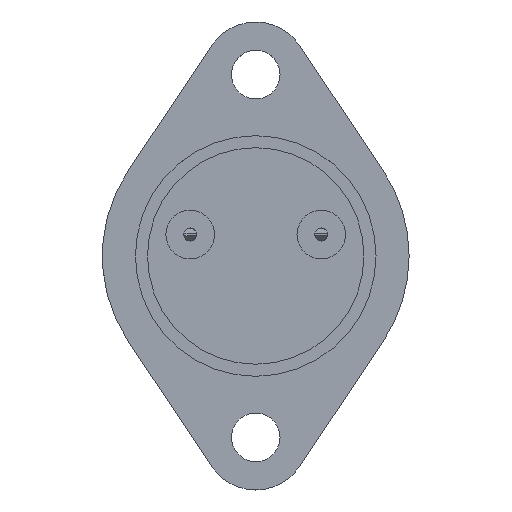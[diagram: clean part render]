
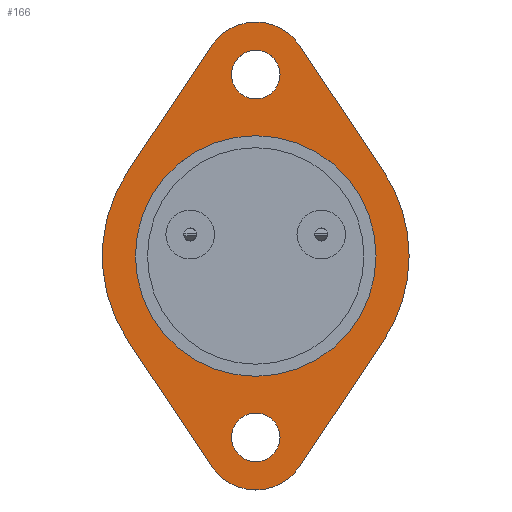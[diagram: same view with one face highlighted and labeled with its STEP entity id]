
A CAD part, top view. The second image highlights one B-rep face of the part: STEP entity #166.
In plain terms, the highlighted planar face has unit normal (0, 0, 1).
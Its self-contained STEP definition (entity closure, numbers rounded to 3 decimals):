
#26 = EDGE_CURVE ( 'NONE', #1092, #691, #561, .T. ) ;
#33 = DIRECTION ( 'NONE',  ( 0., 0., 1. ) ) ;
#44 = ORIENTED_EDGE ( 'NONE', *, *, #1584, .T. ) ;
#62 = DIRECTION ( 'NONE',  ( 0., 0., 1. ) ) ;
#63 = EDGE_CURVE ( 'NONE', #579, #712, #578, .T. ) ;
#80 = CARTESIAN_POINT ( 'NONE',  ( -10.601, -7.083, 0. ) ) ;
#98 = DIRECTION ( 'NONE',  ( 0., 0., 1. ) ) ;
#113 = DIRECTION ( 'NONE',  ( 0.556, 0.831, 0. ) ) ;
#139 = ORIENTED_EDGE ( 'NONE', *, *, #452, .T. ) ;
#144 = CARTESIAN_POINT ( 'NONE',  ( 0., 0., 0. ) ) ;
#151 = DIRECTION ( 'NONE',  ( 1., 0., 0. ) ) ;
#166 = ADVANCED_FACE ( 'NONE', ( #1554, #1289, #1029, #941 ), #1506, .T. ) ;
#187 = CARTESIAN_POINT ( 'NONE',  ( 10.601, 7.083, 0. ) ) ;
#197 = CARTESIAN_POINT ( 'NONE',  ( 3.638, 17.506, 0. ) ) ;
#214 = CARTESIAN_POINT ( 'NONE',  ( 0., -15.075, 0. ) ) ;
#217 = VERTEX_POINT ( 'NONE', #350 ) ;
#218 = CARTESIAN_POINT ( 'NONE',  ( 0., 15.075, 0. ) ) ;
#222 = EDGE_CURVE ( 'NONE', #1355, #1174, #1373, .T. ) ;
#223 = VECTOR ( 'NONE', #718, 1000. ) ;
#224 = AXIS2_PLACEMENT_3D ( 'NONE', #710, #585, #831 ) ;
#243 = CARTESIAN_POINT ( 'NONE',  ( 0., -15.075, 0. ) ) ;
#249 = CIRCLE ( 'NONE', #224, 2.022 ) ;
#255 = EDGE_CURVE ( 'NONE', #1486, #1401, #1661, .T. ) ;
#256 = CARTESIAN_POINT ( 'NONE',  ( -2.022, -15.075, 0. ) ) ;
#292 = CARTESIAN_POINT ( 'NONE',  ( 0., 0., 0. ) ) ;
#293 = CARTESIAN_POINT ( 'NONE',  ( -3.638, -17.506, 0. ) ) ;
#323 = CARTESIAN_POINT ( 'NONE',  ( -3.638, 17.506, 0. ) ) ;
#332 = AXIS2_PLACEMENT_3D ( 'NONE', #773, #1182, #151 ) ;
#350 = CARTESIAN_POINT ( 'NONE',  ( 12.75, 0., 0. ) ) ;
#361 = AXIS2_PLACEMENT_3D ( 'NONE', #1191, #543, #1581 ) ;
#375 = DIRECTION ( 'NONE',  ( 1., 0., 0. ) ) ;
#442 = CARTESIAN_POINT ( 'NONE',  ( 0., 0., 0. ) ) ;
#443 = CIRCLE ( 'NONE', #361, 12.75 ) ;
#448 = AXIS2_PLACEMENT_3D ( 'NONE', #243, #1388, #1261 ) ;
#452 = EDGE_CURVE ( 'NONE', #217, #579, #483, .T. ) ;
#469 = VERTEX_POINT ( 'NONE', #1059 ) ;
#470 = DIRECTION ( 'NONE',  ( -1., 0., 0. ) ) ;
#474 = EDGE_CURVE ( 'NONE', #1541, #1192, #1436, .T. ) ;
#483 = CIRCLE ( 'NONE', #823, 12.75 ) ;
#493 = ORIENTED_EDGE ( 'NONE', *, *, #636, .T. ) ;
#499 = AXIS2_PLACEMENT_3D ( 'NONE', #898, #1038, #375 ) ;
#515 = CARTESIAN_POINT ( 'NONE',  ( 10.601, -7.083, 0. ) ) ;
#523 = CARTESIAN_POINT ( 'NONE',  ( -3.638, -17.506, 0. ) ) ;
#543 = DIRECTION ( 'NONE',  ( 0., 0., 1. ) ) ;
#546 = AXIS2_PLACEMENT_3D ( 'NONE', #214, #98, #991 ) ;
#551 = LINE ( 'NONE', #960, #223 ) ;
#556 = CIRCLE ( 'NONE', #1230, 10. ) ;
#561 = CIRCLE ( 'NONE', #1586, 12.75 ) ;
#564 = CARTESIAN_POINT ( 'NONE',  ( 0., 0., 0. ) ) ;
#565 = ORIENTED_EDGE ( 'NONE', *, *, #1021, .T. ) ;
#578 = LINE ( 'NONE', #197, #820 ) ;
#579 = VERTEX_POINT ( 'NONE', #187 ) ;
#585 = DIRECTION ( 'NONE',  ( 0., 0., 1. ) ) ;
#586 = DIRECTION ( 'NONE',  ( 0., 0., 1. ) ) ;
#611 = CARTESIAN_POINT ( 'NONE',  ( 3.638, -17.506, 0. ) ) ;
#628 = AXIS2_PLACEMENT_3D ( 'NONE', #292, #1052, #1303 ) ;
#636 = EDGE_CURVE ( 'NONE', #1428, #217, #443, .T. ) ;
#666 = ORIENTED_EDGE ( 'NONE', *, *, #1657, .T. ) ;
#684 = EDGE_CURVE ( 'NONE', #1192, #1541, #556, .T. ) ;
#691 = VERTEX_POINT ( 'NONE', #80 ) ;
#694 = EDGE_LOOP ( 'NONE', ( #565, #44, #848, #1502, #1377, #666, #493, #139, #781 ) ) ;
#708 = EDGE_CURVE ( 'NONE', #469, #1007, #249, .T. ) ;
#710 = CARTESIAN_POINT ( 'NONE',  ( 0., 15.075, 0. ) ) ;
#712 = VERTEX_POINT ( 'NONE', #828 ) ;
#718 = DIRECTION ( 'NONE',  ( -0.556, -0.831, 0. ) ) ;
#723 = DIRECTION ( 'NONE',  ( 0., 0., 1. ) ) ;
#743 = VERTEX_POINT ( 'NONE', #323 ) ;
#770 = AXIS2_PLACEMENT_3D ( 'NONE', #218, #723, #1125 ) ;
#773 = CARTESIAN_POINT ( 'NONE',  ( 0., 15.075, 0. ) ) ;
#781 = ORIENTED_EDGE ( 'NONE', *, *, #63, .T. ) ;
#799 = AXIS2_PLACEMENT_3D ( 'NONE', #1241, #586, #470 ) ;
#820 = VECTOR ( 'NONE', #1478, 1000. ) ;
#823 = AXIS2_PLACEMENT_3D ( 'NONE', #144, #33, #1567 ) ;
#828 = CARTESIAN_POINT ( 'NONE',  ( 3.638, 17.506, 0. ) ) ;
#831 = DIRECTION ( 'NONE',  ( 1., 0., 0. ) ) ;
#833 = DIRECTION ( 'NONE',  ( 1., 0., 0. ) ) ;
#848 = ORIENTED_EDGE ( 'NONE', *, *, #26, .T. ) ;
#849 = CARTESIAN_POINT ( 'NONE',  ( -10.601, 7.083, 0. ) ) ;
#898 = CARTESIAN_POINT ( 'NONE',  ( 0., 15.075, 0. ) ) ;
#908 = DIRECTION ( 'NONE',  ( 0.556, -0.831, 0. ) ) ;
#927 = CARTESIAN_POINT ( 'NONE',  ( -10., 0., 0. ) ) ;
#941 = FACE_OUTER_BOUND ( 'NONE', #694, .T. ) ;
#945 = ORIENTED_EDGE ( 'NONE', *, *, #684, .F. ) ;
#950 = DIRECTION ( 'NONE',  ( 0., 0., 1. ) ) ;
#960 = CARTESIAN_POINT ( 'NONE',  ( -3.638, 17.506, 0. ) ) ;
#965 = EDGE_LOOP ( 'NONE', ( #1299, #1194 ) ) ;
#991 = DIRECTION ( 'NONE',  ( 1., 0., 0. ) ) ;
#1007 = VERTEX_POINT ( 'NONE', #1189 ) ;
#1021 = EDGE_CURVE ( 'NONE', #712, #743, #1203, .T. ) ;
#1029 = FACE_BOUND ( 'NONE', #965, .T. ) ;
#1035 = EDGE_CURVE ( 'NONE', #691, #1486, #1151, .T. ) ;
#1038 = DIRECTION ( 'NONE',  ( 0., 0., 1. ) ) ;
#1045 = VECTOR ( 'NONE', #113, 1000. ) ;
#1052 = DIRECTION ( 'NONE',  ( 0., 0., 1. ) ) ;
#1059 = CARTESIAN_POINT ( 'NONE',  ( -2.022, 15.075, 0. ) ) ;
#1092 = VERTEX_POINT ( 'NONE', #849 ) ;
#1094 = CARTESIAN_POINT ( 'NONE',  ( 2.022, -15.075, 0. ) ) ;
#1125 = DIRECTION ( 'NONE',  ( 1., 0., 0. ) ) ;
#1151 = LINE ( 'NONE', #523, #1474 ) ;
#1174 = VERTEX_POINT ( 'NONE', #1094 ) ;
#1182 = DIRECTION ( 'NONE',  ( 0., 0., 1. ) ) ;
#1189 = CARTESIAN_POINT ( 'NONE',  ( 2.022, 15.075, 0. ) ) ;
#1191 = CARTESIAN_POINT ( 'NONE',  ( 0., 0., 0. ) ) ;
#1192 = VERTEX_POINT ( 'NONE', #1221 ) ;
#1194 = ORIENTED_EDGE ( 'NONE', *, *, #708, .F. ) ;
#1203 = CIRCLE ( 'NONE', #332, 4.375 ) ;
#1221 = CARTESIAN_POINT ( 'NONE',  ( 10., 0., 0. ) ) ;
#1230 = AXIS2_PLACEMENT_3D ( 'NONE', #564, #950, #1352 ) ;
#1232 = ORIENTED_EDGE ( 'NONE', *, *, #1280, .F. ) ;
#1241 = CARTESIAN_POINT ( 'NONE',  ( 0., -15.075, 0. ) ) ;
#1261 = DIRECTION ( 'NONE',  ( 1., 0., 0. ) ) ;
#1280 = EDGE_CURVE ( 'NONE', #1174, #1355, #1366, .T. ) ;
#1289 = FACE_BOUND ( 'NONE', #1333, .T. ) ;
#1299 = ORIENTED_EDGE ( 'NONE', *, *, #1395, .F. ) ;
#1303 = DIRECTION ( 'NONE',  ( 1., 0., 0. ) ) ;
#1304 = LINE ( 'NONE', #611, #1045 ) ;
#1333 = EDGE_LOOP ( 'NONE', ( #1232, #1487 ) ) ;
#1352 = DIRECTION ( 'NONE',  ( 1., 0., 0. ) ) ;
#1355 = VERTEX_POINT ( 'NONE', #256 ) ;
#1366 = CIRCLE ( 'NONE', #448, 2.022 ) ;
#1373 = CIRCLE ( 'NONE', #546, 2.022 ) ;
#1377 = ORIENTED_EDGE ( 'NONE', *, *, #255, .T. ) ;
#1388 = DIRECTION ( 'NONE',  ( 0., 0., 1. ) ) ;
#1395 = EDGE_CURVE ( 'NONE', #1007, #469, #1632, .T. ) ;
#1398 = ORIENTED_EDGE ( 'NONE', *, *, #474, .F. ) ;
#1401 = VERTEX_POINT ( 'NONE', #1429 ) ;
#1428 = VERTEX_POINT ( 'NONE', #515 ) ;
#1429 = CARTESIAN_POINT ( 'NONE',  ( 3.638, -17.506, 0. ) ) ;
#1436 = CIRCLE ( 'NONE', #628, 10. ) ;
#1474 = VECTOR ( 'NONE', #908, 1000. ) ;
#1478 = DIRECTION ( 'NONE',  ( -0.556, 0.831, 0. ) ) ;
#1486 = VERTEX_POINT ( 'NONE', #293 ) ;
#1487 = ORIENTED_EDGE ( 'NONE', *, *, #222, .F. ) ;
#1502 = ORIENTED_EDGE ( 'NONE', *, *, #1035, .T. ) ;
#1506 = PLANE ( 'NONE',  #770 ) ;
#1539 = EDGE_LOOP ( 'NONE', ( #945, #1398 ) ) ;
#1541 = VERTEX_POINT ( 'NONE', #927 ) ;
#1554 = FACE_BOUND ( 'NONE', #1539, .T. ) ;
#1567 = DIRECTION ( 'NONE',  ( 1., 0., 0. ) ) ;
#1581 = DIRECTION ( 'NONE',  ( 1., 0., 0. ) ) ;
#1584 = EDGE_CURVE ( 'NONE', #743, #1092, #551, .T. ) ;
#1586 = AXIS2_PLACEMENT_3D ( 'NONE', #442, #62, #833 ) ;
#1632 = CIRCLE ( 'NONE', #499, 2.022 ) ;
#1657 = EDGE_CURVE ( 'NONE', #1401, #1428, #1304, .T. ) ;
#1661 = CIRCLE ( 'NONE', #799, 4.375 ) ;
